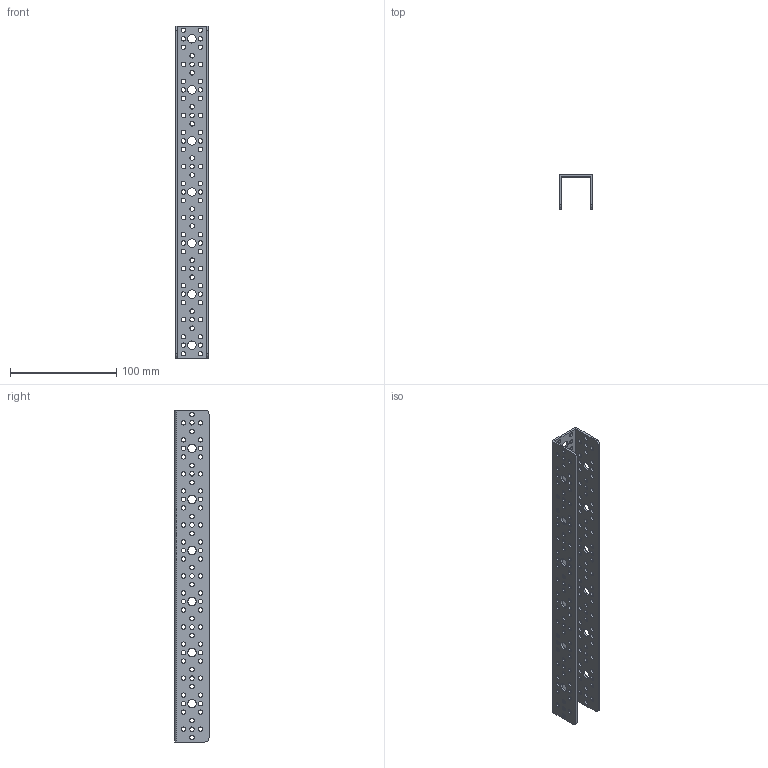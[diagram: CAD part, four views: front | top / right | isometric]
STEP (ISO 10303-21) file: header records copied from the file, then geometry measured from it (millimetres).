
FILE_DESCRIPTION (( 'STEP AP214' ), '1' );
FILE_NAME ('06-0304.step', '2020-04-06T07:08:11', ( '' ), ( '' ), 'SwSTEP 2.0', 'SolidWorks 2020', '' );
FILE_SCHEMA (( 'AUTOMOTIVE_DESIGN' ));
Length unit declared in the file: millimetre
Products named in the file (1): 06-0304
Bounding box: 31.8 x 32 x 312 mm (x, y, z)
Volume: 48827.6 mm3; surface area: 57184.1 mm2
Topology: 1 solids, 1 shells, 482 faces, 1440 edges, 960 vertices
Faces by surface type: cylinder 472, plane 10
Entity records: 17774 total; most frequent: DIRECTION 3350, CARTESIAN_POINT 2883, ORIENTED_EDGE 2880, EDGE_CURVE 1440, AXIS2_PLACEMENT_3D 1427, VERTEX_POINT 960, EDGE_LOOP 948, CIRCLE 944
